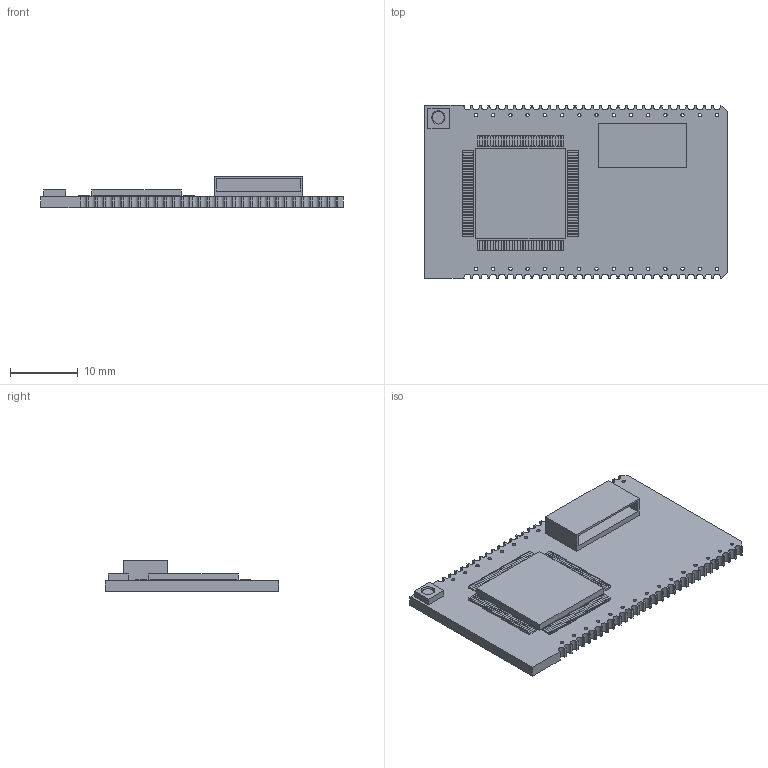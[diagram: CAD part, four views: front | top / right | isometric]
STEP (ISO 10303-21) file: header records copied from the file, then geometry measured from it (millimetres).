
FILE_DESCRIPTION (( 'STEP AP214' ), '1' );
FILE_NAME ('licheepizero.STEP', '2020-09-27T15:54:52', ( '' ), ( '' ), 'SwSTEP 2.0', 'SolidWorks 2019', '' );
FILE_SCHEMA (( 'AUTOMOTIVE_DESIGN' ));
Length unit declared in the file: millimetre
Products named in the file (1): licheepizero
Bounding box: 44.63 x 25.54 x 4.6 mm (x, y, z)
Volume: 2079 mm3; surface area: 3060.4 mm2
Topology: 1 solids, 1 shells, 1036 faces, 2703 edges, 1802 vertices
Faces by surface type: cylinder 560, plane 474, cone 2
Entity records: 43673 total; most frequent: DIRECTION 5901, CARTESIAN_POINT 5542, ORIENTED_EDGE 5406, EDGE_CURVE 2703, AXIS2_PLACEMENT_3D 2161, VERTEX_POINT 1802, LINE 1579, VECTOR 1579
